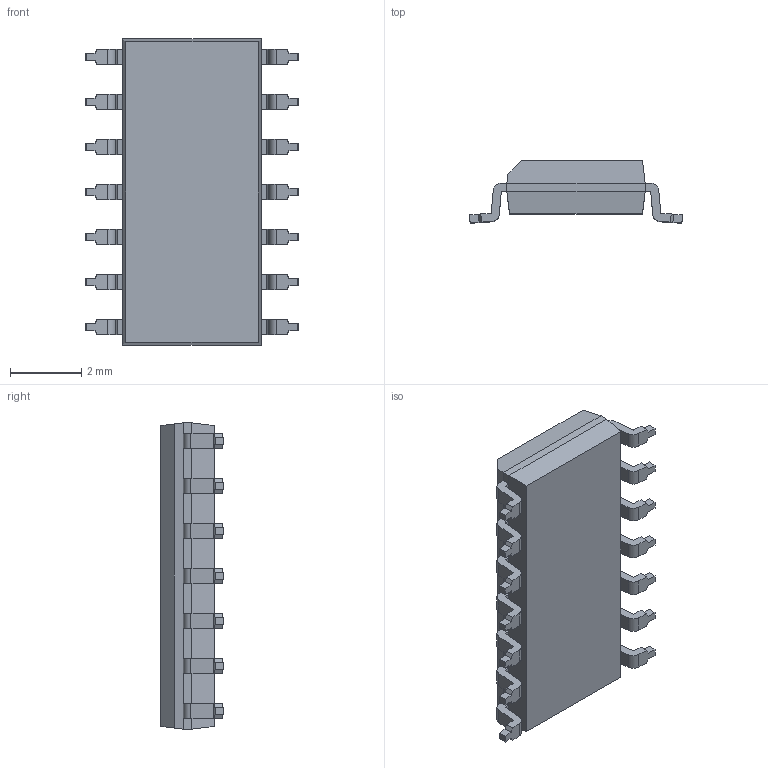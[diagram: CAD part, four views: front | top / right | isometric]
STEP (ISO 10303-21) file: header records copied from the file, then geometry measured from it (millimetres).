
FILE_DESCRIPTION (( 'STEP AP214' ), '1' );
FILE_NAME ('74F00SC.STEP', '2021-11-28T08:12:20', ( '' ), ( '' ), 'SwSTEP 2.0', 'SolidWorks 2017', '' );
FILE_SCHEMA (( 'AUTOMOTIVE_DESIGN' ));
Length unit declared in the file: inch
Products named in the file (1): 74F00SC
Bounding box: 5.99 x 1.75 x 8.62 mm (x, y, z)
Volume: 50.8 mm3; surface area: 133.2 mm2
Topology: 16 solids, 16 shells, 274 faces, 715 edges, 474 vertices
Faces by surface type: plane 214, cylinder 60
Entity records: 8540 total; most frequent: CARTESIAN_POINT 1464, ORIENTED_EDGE 1430, DIRECTION 1385, EDGE_CURVE 715, VECTOR 595, LINE 595, VERTEX_POINT 474, AXIS2_PLACEMENT_3D 395
